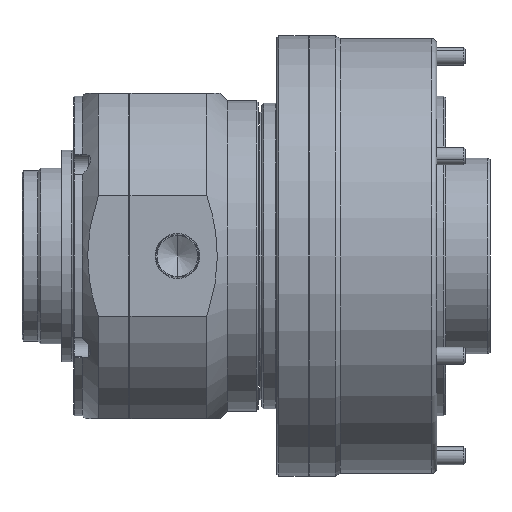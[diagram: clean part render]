
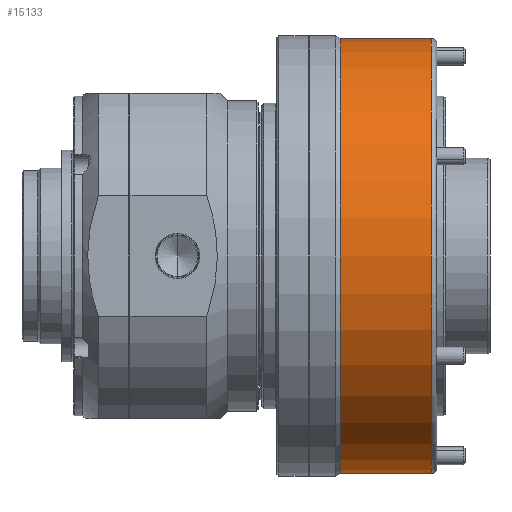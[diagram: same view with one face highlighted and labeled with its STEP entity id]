
A CAD part, front view. The second image highlights one B-rep face of the part: STEP entity #15133.
In plain terms, the highlighted cylindrical face has radius 122.5 mm (diameter 245 mm), a partial arc.
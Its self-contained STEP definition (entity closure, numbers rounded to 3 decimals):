
#512 = VERTEX_POINT ( 'NONE', #5302 ) ;
#1747 = EDGE_LOOP ( 'NONE', ( #8075, #3099, #6707, #7587 ) ) ;
#2101 = AXIS2_PLACEMENT_3D ( 'NONE', #5637, #11282, #16973 ) ;
#2260 = CIRCLE ( 'NONE', #12643, 122.5 ) ;
#2603 = CIRCLE ( 'NONE', #12990, 122.5 ) ;
#3099 = ORIENTED_EDGE ( 'NONE', *, *, #6661, .T. ) ;
#3127 = DIRECTION ( 'NONE',  ( 1., 0., 0. ) ) ;
#3251 = VERTEX_POINT ( 'NONE', #6100 ) ;
#3809 = CARTESIAN_POINT ( 'NONE',  ( 69., 0., 0. ) ) ;
#4316 = DIRECTION ( 'NONE',  ( 1., 0., 0. ) ) ;
#4412 = VECTOR ( 'NONE', #4316, 1000. ) ;
#4600 = CARTESIAN_POINT ( 'NONE',  ( 107.366, 0., 122.5 ) ) ;
#5302 = CARTESIAN_POINT ( 'NONE',  ( 69., 0., -122.5 ) ) ;
#5452 = EDGE_CURVE ( 'NONE', #512, #3251, #2260, .T. ) ;
#5637 = CARTESIAN_POINT ( 'NONE',  ( 107.366, 0., 0. ) ) ;
#6100 = CARTESIAN_POINT ( 'NONE',  ( 69., 0., 122.5 ) ) ;
#6661 = EDGE_CURVE ( 'NONE', #11763, #11042, #2603, .T. ) ;
#6707 = ORIENTED_EDGE ( 'NONE', *, *, #6982, .T. ) ;
#6982 = EDGE_CURVE ( 'NONE', #11042, #512, #11361, .T. ) ;
#7587 = ORIENTED_EDGE ( 'NONE', *, *, #5452, .T. ) ;
#7739 = CARTESIAN_POINT ( 'NONE',  ( 17.598, 0., -122.5 ) ) ;
#8075 = ORIENTED_EDGE ( 'NONE', *, *, #15291, .F. ) ;
#8542 = CARTESIAN_POINT ( 'NONE',  ( 17.598, 0., 122.5 ) ) ;
#8795 = DIRECTION ( 'NONE',  ( 0., 0., -1. ) ) ;
#9475 = DIRECTION ( 'NONE',  ( -1., 0., 0. ) ) ;
#9827 = VECTOR ( 'NONE', #10244, 1000. ) ;
#10244 = DIRECTION ( 'NONE',  ( 1., 0., 0. ) ) ;
#11042 = VERTEX_POINT ( 'NONE', #7739 ) ;
#11282 = DIRECTION ( 'NONE',  ( 1., 0., 0. ) ) ;
#11361 = LINE ( 'NONE', #17049, #4412 ) ;
#11763 = VERTEX_POINT ( 'NONE', #8542 ) ;
#12643 = AXIS2_PLACEMENT_3D ( 'NONE', #3809, #9475, #15148 ) ;
#12685 = FACE_OUTER_BOUND ( 'NONE', #1747, .T. ) ;
#12990 = AXIS2_PLACEMENT_3D ( 'NONE', #15868, #3127, #8795 ) ;
#15133 = ADVANCED_FACE ( 'NONE', ( #12685 ), #18377, .T. ) ;
#15148 = DIRECTION ( 'NONE',  ( 0., 0., -1. ) ) ;
#15291 = EDGE_CURVE ( 'NONE', #11763, #3251, #17345, .T. ) ;
#15868 = CARTESIAN_POINT ( 'NONE',  ( 17.598, 0., 0. ) ) ;
#16973 = DIRECTION ( 'NONE',  ( 0., 0., -1. ) ) ;
#17049 = CARTESIAN_POINT ( 'NONE',  ( 107.366, 0., -122.5 ) ) ;
#17345 = LINE ( 'NONE', #4600, #9827 ) ;
#18377 = CYLINDRICAL_SURFACE ( 'NONE', #2101, 122.5 ) ;
